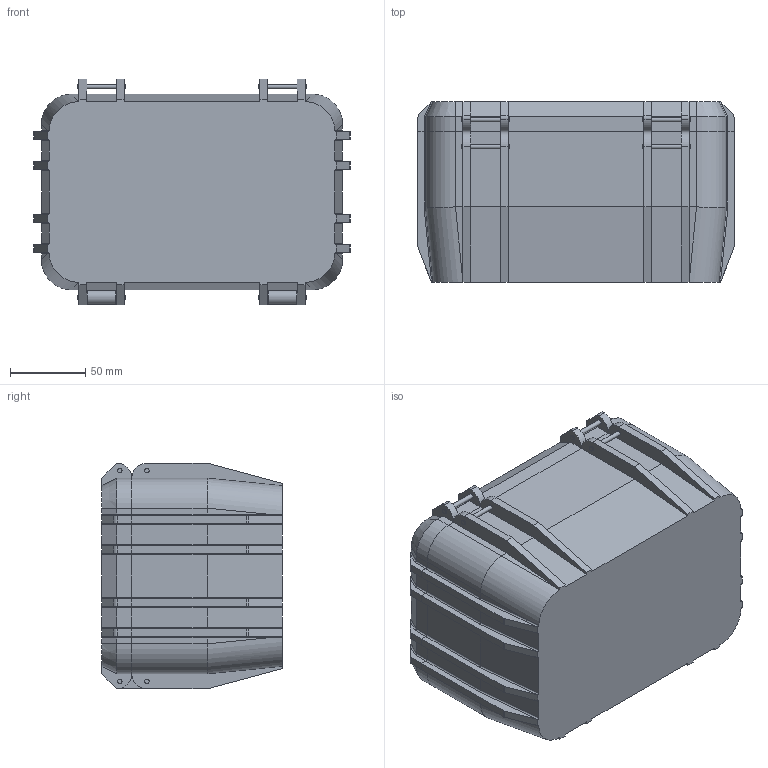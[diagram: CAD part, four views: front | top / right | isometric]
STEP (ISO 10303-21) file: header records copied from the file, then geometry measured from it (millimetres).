
FILE_DESCRIPTION(/* description */ (''),/* implementation_level */ '2;1');
FILE_NAME(/* name */ 'Exercice 2 _ La Pelicase v18.step',/* time_stamp */ '2022-08-09T10:03:34+02:00',/* author */ (''),/* organization */ (''),/* preprocessor_version */ 'ST-DEVELOPER v19',/* originating_system */ 'Autodesk Translation Framework v11.7.0.108',/* authorisation */ '');
FILE_SCHEMA (('AUTOMOTIVE_DESIGN { 1 0 10303 214 3 1 1 }'));
Length unit declared in the file: millimetre
Products named in the file (1): Exercice 2 : La Pelicase
Bounding box: 210 x 120 x 150 mm (x, y, z)
Volume: 526049.1 mm3; surface area: 268575.7 mm2
Topology: 12 solids, 12 shells, 444 faces, 1152 edges, 736 vertices
Faces by surface type: plane 260, cylinder 168, cone 12, bspline 4
Full cylindrical faces by diameter (mm): 3 x24, 3.2 x4
Entity records: 13817 total; most frequent: CARTESIAN_POINT 2577, DIRECTION 2374, ORIENTED_EDGE 2304, EDGE_CURVE 1152, AXIS2_PLACEMENT_3D 793, LINE 788, VECTOR 788, VERTEX_POINT 736
